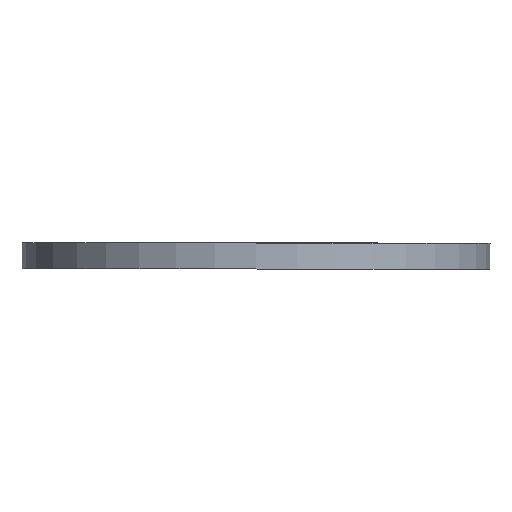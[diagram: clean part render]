
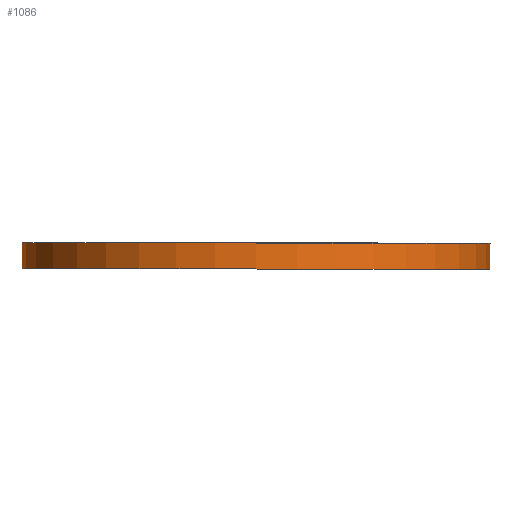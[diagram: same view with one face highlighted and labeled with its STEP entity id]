
A CAD part, front view. The second image highlights one B-rep face of the part: STEP entity #1086.
In plain terms, the highlighted cylindrical face has radius 225 mm (diameter 450 mm), a full revolution.
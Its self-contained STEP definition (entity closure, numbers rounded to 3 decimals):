
#96=CYLINDRICAL_SURFACE('',#1205,225.);
#143=FACE_OUTER_BOUND('',#220,.T.);
#220=EDGE_LOOP('',(#983,#984,#985,#986));
#335=LINE('',#2901,#372);
#372=VECTOR('',#1453,450.);
#430=CIRCLE('',#1204,225.);
#431=CIRCLE('',#1206,225.);
#549=VERTEX_POINT('',#2894);
#551=VERTEX_POINT('',#2899);
#707=EDGE_CURVE('',#549,#549,#430,.T.);
#709=EDGE_CURVE('',#551,#551,#431,.F.);
#710=EDGE_CURVE('',#551,#549,#335,.T.);
#983=ORIENTED_EDGE('',*,*,#709,.F.);
#984=ORIENTED_EDGE('',*,*,#710,.T.);
#985=ORIENTED_EDGE('',*,*,#707,.T.);
#986=ORIENTED_EDGE('',*,*,#710,.F.);
#1086=ADVANCED_FACE('',(#143),#96,.T.);
#1204=AXIS2_PLACEMENT_3D('',#2895,#1446,#1447);
#1205=AXIS2_PLACEMENT_3D('',#2898,#1449,#1450);
#1206=AXIS2_PLACEMENT_3D('',#2900,#1451,#1452);
#1446=DIRECTION('center_axis',(0.,0.,-1.));
#1447=DIRECTION('ref_axis',(-1.,0.,0.));
#1449=DIRECTION('center_axis',(0.,0.,-1.));
#1450=DIRECTION('ref_axis',(-1.,0.,0.));
#1451=DIRECTION('center_axis',(0.,0.,1.));
#1452=DIRECTION('ref_axis',(-1.,0.,0.));
#1453=DIRECTION('',(0.,0.,1.));
#2894=CARTESIAN_POINT('',(225.,0.,-219.));
#2895=CARTESIAN_POINT('Origin',(0.,0.,-219.));
#2898=CARTESIAN_POINT('Origin',(0.,0.,-231.5));
#2899=CARTESIAN_POINT('',(225.,0.,-244.));
#2900=CARTESIAN_POINT('Origin',(0.,0.,-244.));
#2901=CARTESIAN_POINT('',(225.,0.,-231.5));
